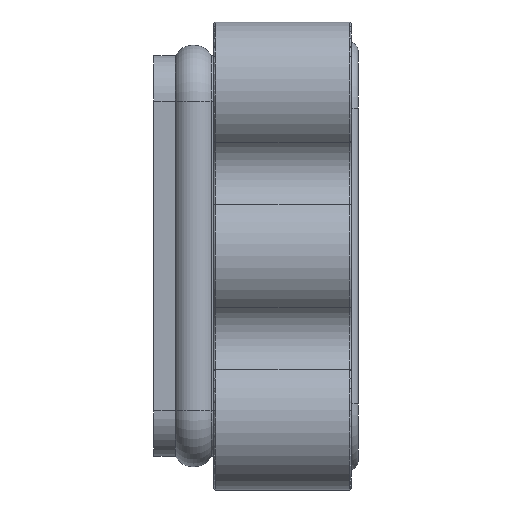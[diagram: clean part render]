
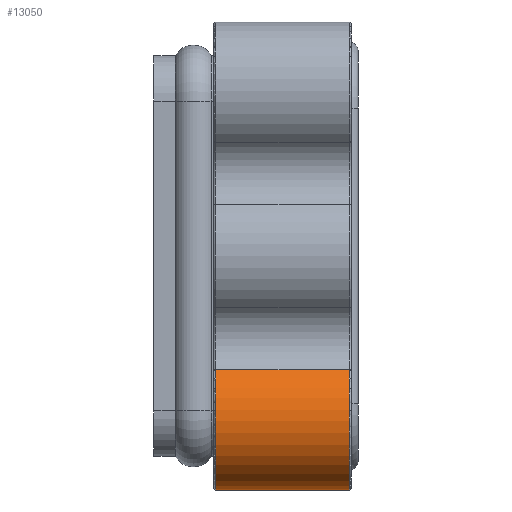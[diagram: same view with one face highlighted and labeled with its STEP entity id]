
A CAD part, left-side view. The second image highlights one B-rep face of the part: STEP entity #13050.
In plain terms, the highlighted cylindrical face has radius 10 mm (diameter 20 mm), a partial arc.
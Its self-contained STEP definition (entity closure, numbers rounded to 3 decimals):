
#1990=DIRECTION('',(0.,1.,0.));
#1991=VECTOR('',#1990,19.4);
#1992=CARTESIAN_POINT('',(-55.614,-19.7,-16.5));
#1993=LINE('',#1992,#1991);
#1997=DIRECTION('',(0.,-1.,0.));
#1998=VECTOR('',#1997,19.4);
#1999=CARTESIAN_POINT('',(-49.,-0.3,-34.));
#2000=LINE('',#1999,#1998);
#4484=CARTESIAN_POINT('',(-49.,-19.7,-24.));
#4485=DIRECTION('',(0.,-1.,0.));
#4486=DIRECTION('',(-1.,0.,0.));
#4487=AXIS2_PLACEMENT_3D('',#4484,#4485,#4486);
#4492=CARTESIAN_POINT('',(-49.,-19.7,-24.));
#4493=DIRECTION('',(0.,-1.,0.));
#4494=DIRECTION('',(-0.661,0.,0.75));
#4495=AXIS2_PLACEMENT_3D('',#4492,#4493,#4494);
#9049=CARTESIAN_POINT('',(-49.,-0.3,-24.));
#9050=DIRECTION('',(0.,1.,0.));
#9051=DIRECTION('',(-1.,0.,0.));
#9052=AXIS2_PLACEMENT_3D('',#9049,#9050,#9051);
#9057=CARTESIAN_POINT('',(-49.,-0.3,-24.));
#9058=DIRECTION('',(0.,1.,0.));
#9059=DIRECTION('',(0.,0.,-1.));
#9060=AXIS2_PLACEMENT_3D('',#9057,#9058,#9059);
#10463=CARTESIAN_POINT('',(-55.614,-19.7,-16.5));
#10465=VERTEX_POINT('',#10463);
#10470=CARTESIAN_POINT('',(-55.614,-0.3,-16.5));
#10471=VERTEX_POINT('',#10470);
#10506=CARTESIAN_POINT('',(-49.,-19.7,-34.));
#10507=VERTEX_POINT('',#10506);
#10508=CARTESIAN_POINT('',(-59.,-19.7,-24.));
#10509=VERTEX_POINT('',#10508);
#10510=CARTESIAN_POINT('',(-49.,-0.3,-34.));
#10511=VERTEX_POINT('',#10510);
#10512=CARTESIAN_POINT('',(-59.,-0.3,-24.));
#10513=VERTEX_POINT('',#10512);
#13032=CARTESIAN_POINT('',(-49.,0.,-24.));
#13033=DIRECTION('',(0.,1.,0.));
#13034=DIRECTION('',(-1.,0.,0.));
#13035=AXIS2_PLACEMENT_3D('',#13032,#13033,#13034);
#13036=CYLINDRICAL_SURFACE('',#13035,10.);
#13038=ORIENTED_EDGE('',*,*,#13037,.F.);
#13040=ORIENTED_EDGE('',*,*,#13039,.T.);
#13042=ORIENTED_EDGE('',*,*,#13041,.T.);
#13043=ORIENTED_EDGE('',*,*,#12351,.F.);
#13045=ORIENTED_EDGE('',*,*,#13044,.T.);
#13047=ORIENTED_EDGE('',*,*,#13046,.T.);
#13048=EDGE_LOOP('',(#13038,#13040,#13042,#13043,#13045,#13047));
#13049=FACE_OUTER_BOUND('',#13048,.F.);
#13050=ADVANCED_FACE('',(#13049),#13036,.T.);
#4488=CIRCLE('',#4487,10.);
#4496=CIRCLE('',#4495,10.);
#9053=CIRCLE('',#9052,10.);
#9061=CIRCLE('',#9060,10.);
#12351=EDGE_CURVE('',#10511,#10507,#2000,.T.);
#13037=EDGE_CURVE('',#10465,#10471,#1993,.T.);
#13039=EDGE_CURVE('',#10465,#10509,#4496,.T.);
#13041=EDGE_CURVE('',#10509,#10507,#4488,.T.);
#13044=EDGE_CURVE('',#10511,#10513,#9061,.T.);
#13046=EDGE_CURVE('',#10513,#10471,#9053,.T.);
